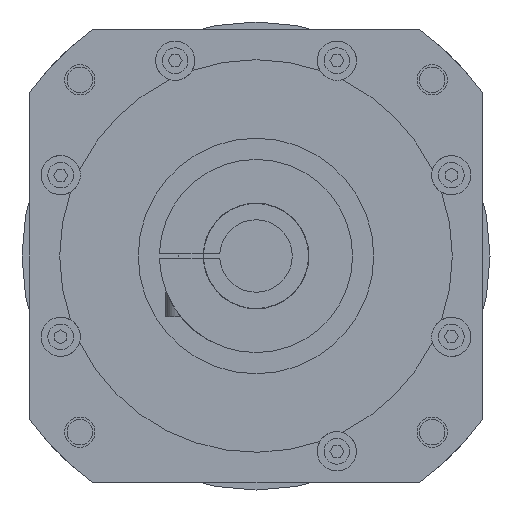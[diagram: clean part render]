
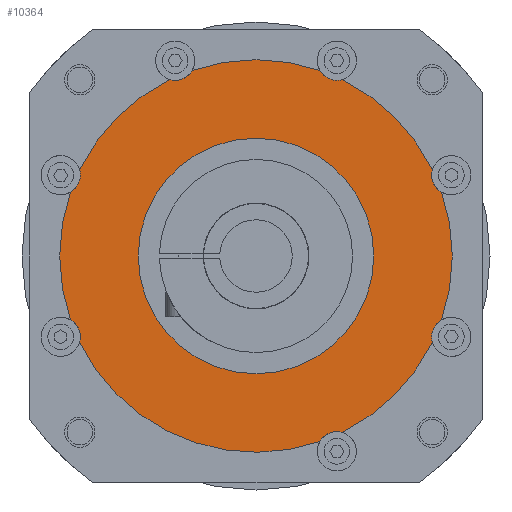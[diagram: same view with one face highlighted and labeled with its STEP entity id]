
A CAD part, left-side view. The second image highlights one B-rep face of the part: STEP entity #10364.
In plain terms, the highlighted planar face has unit normal (-1, 0, 0).
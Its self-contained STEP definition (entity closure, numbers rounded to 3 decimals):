
#2601=CARTESIAN_POINT('',(5.,-64.672,-26.788));
#2602=DIRECTION('',(1.,0.,0.));
#2603=DIRECTION('',(0.,0.964,-0.267));
#2604=AXIS2_PLACEMENT_3D('',#2601,#2602,#2603);
#2606=CARTESIAN_POINT('',(5.,-26.788,-64.672));
#2607=DIRECTION('',(1.,0.,0.));
#2608=DIRECTION('',(0.,0.87,0.493));
#2609=AXIS2_PLACEMENT_3D('',#2606,#2607,#2608);
#2611=CARTESIAN_POINT('',(5.,64.672,-26.788));
#2612=DIRECTION('',(1.,0.,0.));
#2613=DIRECTION('',(0.,-0.493,0.87));
#2614=AXIS2_PLACEMENT_3D('',#2611,#2612,#2613);
#2616=CARTESIAN_POINT('',(5.,64.672,26.788));
#2617=DIRECTION('',(1.,0.,0.));
#2618=DIRECTION('',(0.,-1.,0.));
#2619=AXIS2_PLACEMENT_3D('',#2616,#2617,#2618);
#2621=CARTESIAN_POINT('',(5.,64.672,26.788));
#2622=DIRECTION('',(1.,0.,0.));
#2623=DIRECTION('',(0.,-0.964,0.267));
#2624=AXIS2_PLACEMENT_3D('',#2621,#2622,#2623);
#2626=CARTESIAN_POINT('',(5.,26.788,64.672));
#2627=DIRECTION('',(1.,0.,0.));
#2628=DIRECTION('',(0.,-0.87,-0.493));
#2629=AXIS2_PLACEMENT_3D('',#2626,#2627,#2628);
#2631=CARTESIAN_POINT('',(5.,-26.788,64.672));
#2632=DIRECTION('',(1.,0.,0.));
#2633=DIRECTION('',(0.,0.,-1.));
#2634=AXIS2_PLACEMENT_3D('',#2631,#2632,#2633);
#2636=CARTESIAN_POINT('',(5.,-26.788,64.672));
#2637=DIRECTION('',(1.,0.,0.));
#2638=DIRECTION('',(0.,-0.267,-0.964));
#2639=AXIS2_PLACEMENT_3D('',#2636,#2637,#2638);
#2641=CARTESIAN_POINT('',(5.,-64.672,26.788));
#2642=DIRECTION('',(1.,0.,0.));
#2643=DIRECTION('',(0.,0.493,-0.87));
#2644=AXIS2_PLACEMENT_3D('',#2641,#2642,#2643);
#2646=CARTESIAN_POINT('',(5.,-64.672,-26.788));
#2647=DIRECTION('',(1.,0.,0.));
#2648=DIRECTION('',(0.,1.,0.));
#2649=AXIS2_PLACEMENT_3D('',#2646,#2647,#2648);
#2651=CARTESIAN_POINT('',(5.,0.,0.));
#2652=DIRECTION('',(-1.,0.,0.));
#2653=DIRECTION('',(0.,-1.,0.));
#2654=AXIS2_PLACEMENT_3D('',#2651,#2652,#2653);
#2660=CARTESIAN_POINT('',(5.,0.,0.));
#2661=DIRECTION('',(-1.,0.,0.));
#2662=DIRECTION('',(0.,1.,0.));
#2663=AXIS2_PLACEMENT_3D('',#2660,#2661,#2662);
#3012=CARTESIAN_POINT('',(5.,0.,0.));
#3013=DIRECTION('',(-1.,0.,0.));
#3014=DIRECTION('',(0.,0.899,-0.439));
#3015=AXIS2_PLACEMENT_3D('',#3012,#3013,#3014);
#3039=CARTESIAN_POINT('',(5.,0.,0.));
#3040=DIRECTION('',(-1.,0.,0.));
#3041=DIRECTION('',(0.,0.439,0.899));
#3042=AXIS2_PLACEMENT_3D('',#3039,#3040,#3041);
#3048=CARTESIAN_POINT('',(5.,0.,0.));
#3049=DIRECTION('',(-1.,0.,0.));
#3050=DIRECTION('',(0.,0.946,0.325));
#3051=AXIS2_PLACEMENT_3D('',#3048,#3049,#3050);
#3075=CARTESIAN_POINT('',(5.,0.,0.));
#3076=DIRECTION('',(-1.,0.,0.));
#3077=DIRECTION('',(0.,-0.899,0.439));
#3078=AXIS2_PLACEMENT_3D('',#3075,#3076,#3077);
#3084=CARTESIAN_POINT('',(5.,0.,0.));
#3085=DIRECTION('',(-1.,0.,0.));
#3086=DIRECTION('',(0.,-0.325,0.946));
#3087=AXIS2_PLACEMENT_3D('',#3084,#3085,#3086);
#3111=CARTESIAN_POINT('',(5.,0.,0.));
#3112=DIRECTION('',(-1.,0.,0.));
#3113=DIRECTION('',(0.,-0.439,-0.899));
#3114=AXIS2_PLACEMENT_3D('',#3111,#3112,#3113);
#3120=CARTESIAN_POINT('',(5.,0.,0.));
#3121=DIRECTION('',(-1.,0.,0.));
#3122=DIRECTION('',(0.,-0.946,-0.325));
#3123=AXIS2_PLACEMENT_3D('',#3120,#3121,#3122);
#4036=CARTESIAN_POINT('',(5.,-39.,0.));
#4037=CARTESIAN_POINT('',(5.,39.,0.));
#4038=VERTEX_POINT('',#4036);
#4039=VERTEX_POINT('',#4037);
#4088=CARTESIAN_POINT('',(5.,-21.131,-61.469));
#4089=CARTESIAN_POINT('',(5.,-28.523,-58.407));
#4090=VERTEX_POINT('',#4088);
#4091=VERTEX_POINT('',#4089);
#4136=CARTESIAN_POINT('',(5.,61.469,-21.131));
#4137=CARTESIAN_POINT('',(5.,58.407,-28.523));
#4138=VERTEX_POINT('',#4136);
#4139=VERTEX_POINT('',#4137);
#4184=CARTESIAN_POINT('',(5.,21.131,61.469));
#4185=CARTESIAN_POINT('',(5.,28.523,58.407));
#4186=VERTEX_POINT('',#4184);
#4187=VERTEX_POINT('',#4185);
#4232=CARTESIAN_POINT('',(5.,-61.469,21.131));
#4233=CARTESIAN_POINT('',(5.,-58.407,28.523));
#4234=VERTEX_POINT('',#4232);
#4235=VERTEX_POINT('',#4233);
#4765=CARTESIAN_POINT('',(5.,58.407,28.523));
#4766=CARTESIAN_POINT('',(5.,58.172,26.788));
#4767=VERTEX_POINT('',#4765);
#4768=VERTEX_POINT('',#4766);
#4769=CARTESIAN_POINT('',(5.,61.469,21.131));
#4770=VERTEX_POINT('',#4769);
#4809=CARTESIAN_POINT('',(5.,-26.788,58.172));
#4810=VERTEX_POINT('',#4809);
#4849=CARTESIAN_POINT('',(5.,-58.172,-26.788));
#4850=VERTEX_POINT('',#4849);
#4887=CARTESIAN_POINT('',(5.,-28.523,58.407));
#4888=VERTEX_POINT('',#4887);
#4889=CARTESIAN_POINT('',(5.,-21.131,61.469));
#4890=VERTEX_POINT('',#4889);
#4895=CARTESIAN_POINT('',(5.,-58.407,-28.523));
#4896=VERTEX_POINT('',#4895);
#4897=CARTESIAN_POINT('',(5.,-61.469,-21.131));
#4898=VERTEX_POINT('',#4897);
#10319=CARTESIAN_POINT('',(5.,0.,0.));
#10320=DIRECTION('',(-1.,0.,0.));
#10321=DIRECTION('',(0.,0.,-1.));
#10322=AXIS2_PLACEMENT_3D('',#10319,#10320,#10321);
#10323=PLANE('',#10322);
#10324=ORIENTED_EDGE('',*,*,#10036,.F.);
#10326=ORIENTED_EDGE('',*,*,#10325,.F.);
#10328=ORIENTED_EDGE('',*,*,#10327,.F.);
#10330=ORIENTED_EDGE('',*,*,#10329,.F.);
#10332=ORIENTED_EDGE('',*,*,#10331,.F.);
#10334=ORIENTED_EDGE('',*,*,#10333,.F.);
#10336=ORIENTED_EDGE('',*,*,#10335,.F.);
#10338=ORIENTED_EDGE('',*,*,#10337,.F.);
#10340=ORIENTED_EDGE('',*,*,#10339,.F.);
#10342=ORIENTED_EDGE('',*,*,#10341,.F.);
#10344=ORIENTED_EDGE('',*,*,#10343,.F.);
#10346=ORIENTED_EDGE('',*,*,#10345,.F.);
#10348=ORIENTED_EDGE('',*,*,#10347,.F.);
#10350=ORIENTED_EDGE('',*,*,#10349,.F.);
#10352=ORIENTED_EDGE('',*,*,#10351,.F.);
#10354=ORIENTED_EDGE('',*,*,#10353,.F.);
#10355=ORIENTED_EDGE('',*,*,#10061,.F.);
#10356=EDGE_LOOP('',(#10324,#10326,#10328,#10330,#10332,#10334,#10336,#10338,
#10340,#10342,#10344,#10346,#10348,#10350,#10352,#10354,#10355));
#10357=FACE_OUTER_BOUND('',#10356,.F.);
#10359=ORIENTED_EDGE('',*,*,#10358,.T.);
#10361=ORIENTED_EDGE('',*,*,#10360,.T.);
#10362=EDGE_LOOP('',(#10359,#10361));
#10363=FACE_BOUND('',#10362,.F.);
#2605=CIRCLE('',#2604,6.5);
#2610=CIRCLE('',#2609,6.5);
#2615=CIRCLE('',#2614,6.5);
#2620=CIRCLE('',#2619,6.5);
#2625=CIRCLE('',#2624,6.5);
#2630=CIRCLE('',#2629,6.5);
#2635=CIRCLE('',#2634,6.5);
#2640=CIRCLE('',#2639,6.5);
#2645=CIRCLE('',#2644,6.5);
#2650=CIRCLE('',#2649,6.5);
#2655=CIRCLE('',#2654,39.);
#2664=CIRCLE('',#2663,39.);
#3016=CIRCLE('',#3015,65.);
#3043=CIRCLE('',#3042,65.);
#3052=CIRCLE('',#3051,65.);
#3079=CIRCLE('',#3078,65.);
#3088=CIRCLE('',#3087,65.);
#3115=CIRCLE('',#3114,65.);
#3124=CIRCLE('',#3123,65.);
#10036=EDGE_CURVE('',#4896,#4850,#2605,.T.);
#10061=EDGE_CURVE('',#4850,#4898,#2650,.T.);
#10325=EDGE_CURVE('',#4091,#4896,#3115,.T.);
#10327=EDGE_CURVE('',#4090,#4091,#2610,.T.);
#10329=EDGE_CURVE('',#4139,#4090,#3016,.T.);
#10331=EDGE_CURVE('',#4138,#4139,#2615,.T.);
#10333=EDGE_CURVE('',#4770,#4138,#3052,.T.);
#10335=EDGE_CURVE('',#4768,#4770,#2620,.T.);
#10337=EDGE_CURVE('',#4767,#4768,#2625,.T.);
#10339=EDGE_CURVE('',#4187,#4767,#3043,.T.);
#10341=EDGE_CURVE('',#4186,#4187,#2630,.T.);
#10343=EDGE_CURVE('',#4890,#4186,#3088,.T.);
#10345=EDGE_CURVE('',#4810,#4890,#2635,.T.);
#10347=EDGE_CURVE('',#4888,#4810,#2640,.T.);
#10349=EDGE_CURVE('',#4235,#4888,#3079,.T.);
#10351=EDGE_CURVE('',#4234,#4235,#2645,.T.);
#10353=EDGE_CURVE('',#4898,#4234,#3124,.T.);
#10358=EDGE_CURVE('',#4038,#4039,#2655,.T.);
#10360=EDGE_CURVE('',#4039,#4038,#2664,.T.);
#10364=ADVANCED_FACE('',(#10357,#10363),#10323,.T.);
